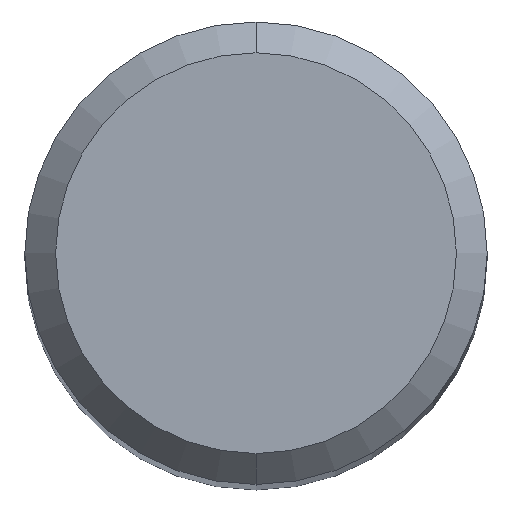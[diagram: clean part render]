
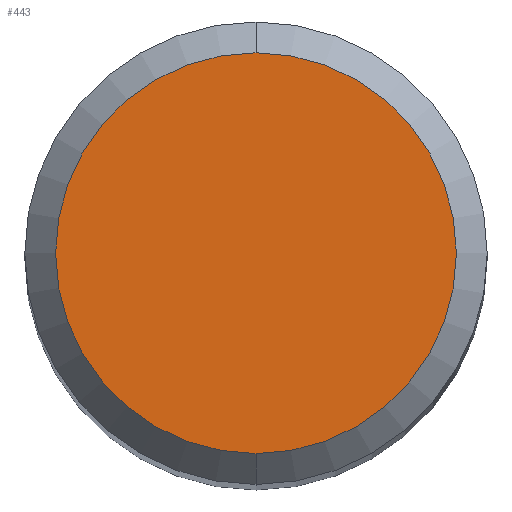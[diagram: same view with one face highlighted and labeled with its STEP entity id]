
A CAD part, top view. The second image highlights one B-rep face of the part: STEP entity #443.
In plain terms, the highlighted planar face has unit normal (0, 0, 1).
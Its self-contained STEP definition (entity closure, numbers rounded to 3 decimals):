
#299=VERTEX_POINT('',#619);
#305=EDGE_CURVE('',#325,#299,#625,.T.);
#325=VERTEX_POINT('',#648);
#359=EDGE_CURVE('',#299,#325,#684,.T.);
#443=ADVANCED_FACE('',(#778),#779,.T.);
#619=CARTESIAN_POINT('',(0.,-2.6,0.0));
#625=CIRCLE('',#1134,2.6);
#648=CARTESIAN_POINT('',(0.0,2.6,0.0));
#684=CIRCLE('',#1215,2.6);
#778=FACE_OUTER_BOUND('',#1413,.T.);
#779=PLANE('',#1414);
#1134=AXIS2_PLACEMENT_3D('',#1601,#1602,#1603);
#1215=AXIS2_PLACEMENT_3D('',#1659,#1660,#1661);
#1413=EDGE_LOOP('',(#1783,#1784));
#1414=AXIS2_PLACEMENT_3D('',#1785,#1786,#1787);
#1601=CARTESIAN_POINT('',(0.0,0.0,0.0));
#1602=DIRECTION('',(0.0,0.0,-1.0));
#1603=DIRECTION('',(0.0,1.0,0.0));
#1659=CARTESIAN_POINT('',(0.0,0.0,0.0));
#1660=DIRECTION('',(0.0,0.0,-1.0));
#1661=DIRECTION('',(0.0,1.0,0.0));
#1783=ORIENTED_EDGE('',*,*,#305,.F.);
#1784=ORIENTED_EDGE('',*,*,#359,.F.);
#1785=CARTESIAN_POINT('',(0.0,1.3,0.0));
#1786=DIRECTION('',(-0.0,0.0,1.0));
#1787=DIRECTION('',(0.0,-1.0,0.0));
